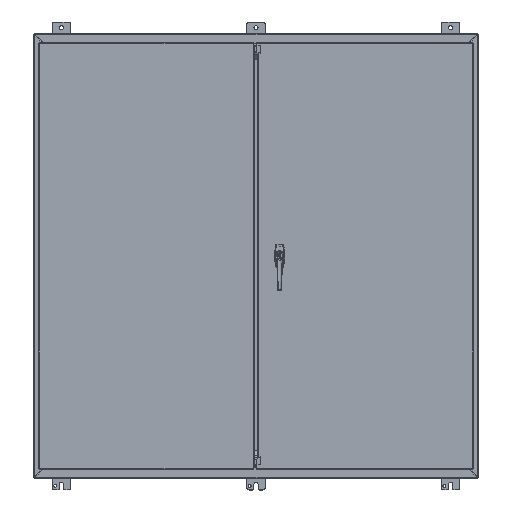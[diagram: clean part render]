
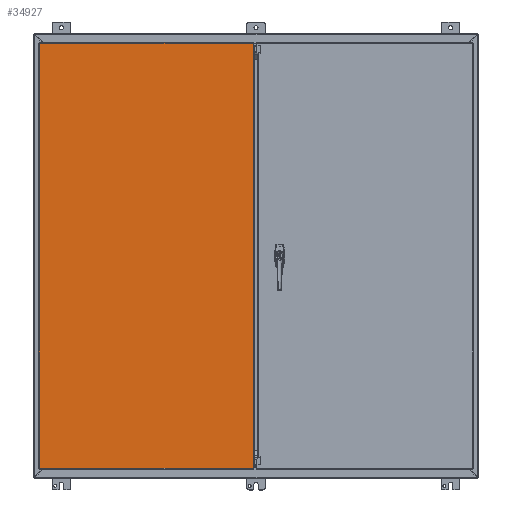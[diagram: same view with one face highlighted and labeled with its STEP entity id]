
A CAD part, top view. The second image highlights one B-rep face of the part: STEP entity #34927.
In plain terms, the highlighted face is planar.
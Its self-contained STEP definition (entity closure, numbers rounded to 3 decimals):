
#3267=PLANE('',#38274);
#4958=FACE_OUTER_BOUND('',#7053,.T.);
#7053=EDGE_LOOP('',(#29888,#29889,#29890,#29891,#29892,#29893,#29894,#29895,
#29896,#29897,#29898,#29899));
#10683=LINE('',#82842,#13337);
#10686=LINE('',#82853,#13340);
#10689=LINE('',#82860,#13343);
#10693=LINE('',#82867,#13347);
#10695=LINE('',#82871,#13349);
#10696=LINE('',#82873,#13350);
#10697=LINE('',#82875,#13351);
#10698=LINE('',#82877,#13352);
#10699=LINE('',#82879,#13353);
#10700=LINE('',#82881,#13354);
#10701=LINE('',#82883,#13355);
#10702=LINE('',#82884,#13356);
#13337=VECTOR('',#45103,0.394);
#13340=VECTOR('',#45118,0.394);
#13343=VECTOR('',#45123,0.394);
#13347=VECTOR('',#45129,0.394);
#13349=VECTOR('',#45133,0.394);
#13350=VECTOR('',#45134,0.394);
#13351=VECTOR('',#45135,0.394);
#13352=VECTOR('',#45136,0.394);
#13353=VECTOR('',#45137,0.394);
#13354=VECTOR('',#45138,0.394);
#13355=VECTOR('',#45139,0.394);
#13356=VECTOR('',#45140,0.394);
#16416=VERTEX_POINT('',#82831);
#16417=VERTEX_POINT('',#82841);
#16419=VERTEX_POINT('',#82852);
#16421=VERTEX_POINT('',#82858);
#16422=VERTEX_POINT('',#82859);
#16425=VERTEX_POINT('',#82870);
#16426=VERTEX_POINT('',#82872);
#16427=VERTEX_POINT('',#82874);
#16428=VERTEX_POINT('',#82876);
#16429=VERTEX_POINT('',#82878);
#16430=VERTEX_POINT('',#82880);
#16431=VERTEX_POINT('',#82882);
#21016=EDGE_CURVE('',#16417,#16416,#10683,.T.);
#21021=EDGE_CURVE('',#16419,#16417,#10686,.T.);
#21024=EDGE_CURVE('',#16421,#16422,#10689,.T.);
#21028=EDGE_CURVE('',#16422,#16419,#10693,.T.);
#21030=EDGE_CURVE('',#16416,#16425,#10695,.T.);
#21031=EDGE_CURVE('',#16425,#16426,#10696,.T.);
#21032=EDGE_CURVE('',#16426,#16427,#10697,.T.);
#21033=EDGE_CURVE('',#16427,#16428,#10698,.T.);
#21034=EDGE_CURVE('',#16428,#16429,#10699,.T.);
#21035=EDGE_CURVE('',#16429,#16430,#10700,.T.);
#21036=EDGE_CURVE('',#16430,#16431,#10701,.T.);
#21037=EDGE_CURVE('',#16431,#16421,#10702,.T.);
#29888=ORIENTED_EDGE('',*,*,#21024,.T.);
#29889=ORIENTED_EDGE('',*,*,#21028,.T.);
#29890=ORIENTED_EDGE('',*,*,#21021,.T.);
#29891=ORIENTED_EDGE('',*,*,#21016,.T.);
#29892=ORIENTED_EDGE('',*,*,#21030,.T.);
#29893=ORIENTED_EDGE('',*,*,#21031,.T.);
#29894=ORIENTED_EDGE('',*,*,#21032,.T.);
#29895=ORIENTED_EDGE('',*,*,#21033,.T.);
#29896=ORIENTED_EDGE('',*,*,#21034,.T.);
#29897=ORIENTED_EDGE('',*,*,#21035,.T.);
#29898=ORIENTED_EDGE('',*,*,#21036,.T.);
#29899=ORIENTED_EDGE('',*,*,#21037,.T.);
#34927=ADVANCED_FACE('',(#4958),#3267,.F.);
#38274=AXIS2_PLACEMENT_3D('',#82869,#45131,#45132);
#45103=DIRECTION('',(0.,-1.,0.));
#45118=DIRECTION('',(1.,0.,0.));
#45123=DIRECTION('',(-1.,0.,0.));
#45129=DIRECTION('',(0.,-1.,0.));
#45131=DIRECTION('center_axis',(0.,0.,1.));
#45132=DIRECTION('ref_axis',(1.,0.,0.));
#45133=DIRECTION('',(-1.,0.,0.));
#45134=DIRECTION('',(0.,-1.,0.));
#45135=DIRECTION('',(1.,0.,0.));
#45136=DIRECTION('',(0.,-1.,0.));
#45137=DIRECTION('',(-1.,0.,0.));
#45138=DIRECTION('',(0.,1.,0.));
#45139=DIRECTION('',(1.,0.,0.));
#45140=DIRECTION('',(0.,-1.,0.));
#82831=CARTESIAN_POINT('',(11.563,-22.082,0.));
#82841=CARTESIAN_POINT('',(11.563,22.082,0.));
#82842=CARTESIAN_POINT('',(11.563,11.041,0.));
#82852=CARTESIAN_POINT('',(11.562,22.082,0.));
#82853=CARTESIAN_POINT('',(5.781,22.082,0.));
#82858=CARTESIAN_POINT('',(11.594,22.082,0.));
#82859=CARTESIAN_POINT('',(11.562,22.082,0.));
#82860=CARTESIAN_POINT('',(5.797,22.082,0.));
#82867=CARTESIAN_POINT('',(11.562,11.041,0.));
#82869=CARTESIAN_POINT('Origin',(0.,0.,0.));
#82870=CARTESIAN_POINT('',(11.562,-22.082,0.));
#82871=CARTESIAN_POINT('',(5.797,-22.082,0.));
#82872=CARTESIAN_POINT('',(11.562,-22.082,0.));
#82873=CARTESIAN_POINT('',(11.562,-11.041,0.));
#82874=CARTESIAN_POINT('',(11.594,-22.082,0.));
#82875=CARTESIAN_POINT('',(5.781,-22.082,0.));
#82876=CARTESIAN_POINT('',(11.594,-22.926,0.));
#82877=CARTESIAN_POINT('',(11.594,23.031,0.));
#82878=CARTESIAN_POINT('',(-11.489,-22.926,0.));
#82879=CARTESIAN_POINT('',(5.797,-22.926,0.));
#82880=CARTESIAN_POINT('',(-11.489,22.926,0.));
#82881=CARTESIAN_POINT('',(-11.489,-11.463,0.));
#82882=CARTESIAN_POINT('',(11.594,22.926,0.));
#82883=CARTESIAN_POINT('',(-5.797,22.926,0.));
#82884=CARTESIAN_POINT('',(11.594,23.031,0.));
